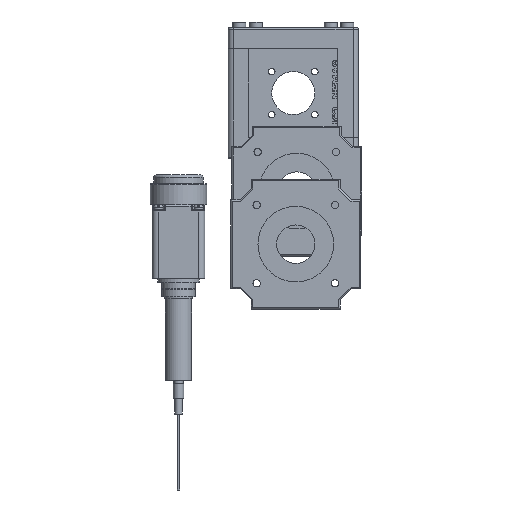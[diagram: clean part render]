
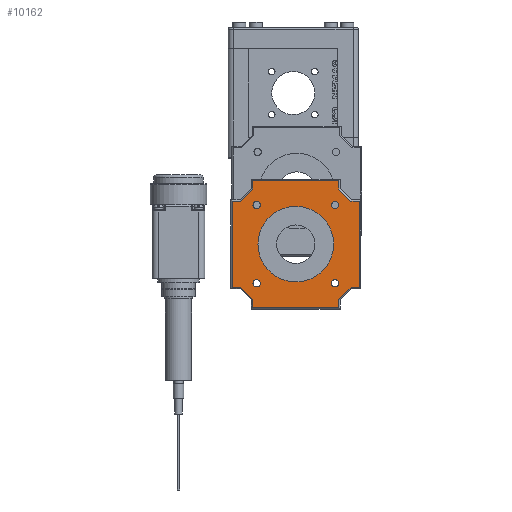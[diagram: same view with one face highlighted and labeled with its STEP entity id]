
A CAD part, front view. The second image highlights one B-rep face of the part: STEP entity #10162.
In plain terms, the highlighted face is planar.
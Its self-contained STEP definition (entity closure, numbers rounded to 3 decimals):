
#588=FACE_BOUND('',#1972,.T.);
#589=FACE_BOUND('',#1973,.T.);
#590=FACE_BOUND('',#1974,.T.);
#591=FACE_BOUND('',#1975,.T.);
#592=FACE_BOUND('',#1976,.T.);
#743=CIRCLE('',#10945,1.4);
#745=CIRCLE('',#10948,1.4);
#747=CIRCLE('',#10951,1.4);
#749=CIRCLE('',#10954,1.4);
#751=CIRCLE('',#10957,14.5);
#1315=FACE_OUTER_BOUND('',#1971,.T.);
#1971=EDGE_LOOP('',(#8480,#8481,#8482,#8483,#8484,#8485,#8486,#8487,#8488,
#8489,#8490,#8491,#8492,#8493,#8494,#8495));
#1972=EDGE_LOOP('',(#8496));
#1973=EDGE_LOOP('',(#8497));
#1974=EDGE_LOOP('',(#8498));
#1975=EDGE_LOOP('',(#8499));
#1976=EDGE_LOOP('',(#8500));
#2892=LINE('',#16696,#3883);
#2895=LINE('',#16701,#3886);
#2897=LINE('',#16705,#3888);
#2899=LINE('',#16709,#3890);
#2901=LINE('',#16713,#3892);
#2903=LINE('',#16717,#3894);
#2905=LINE('',#16721,#3896);
#2907=LINE('',#16725,#3898);
#2909=LINE('',#16729,#3900);
#2913=LINE('',#16737,#3904);
#2916=LINE('',#16743,#3907);
#2919=LINE('',#16749,#3910);
#2922=LINE('',#16755,#3913);
#2925=LINE('',#16761,#3916);
#2928=LINE('',#16767,#3919);
#2931=LINE('',#16771,#3922);
#3883=VECTOR('',#13034,10.);
#3886=VECTOR('',#13039,10.);
#3888=VECTOR('',#13043,10.);
#3890=VECTOR('',#13047,10.);
#3892=VECTOR('',#13051,10.);
#3894=VECTOR('',#13055,10.);
#3896=VECTOR('',#13059,10.);
#3898=VECTOR('',#13063,10.);
#3900=VECTOR('',#13067,10.);
#3904=VECTOR('',#13073,10.);
#3907=VECTOR('',#13078,10.);
#3910=VECTOR('',#13083,10.);
#3913=VECTOR('',#13088,10.);
#3916=VECTOR('',#13093,10.);
#3919=VECTOR('',#13098,10.);
#3922=VECTOR('',#13103,10.);
#4732=VERTEX_POINT('',#16526);
#4734=VERTEX_POINT('',#16532);
#4736=VERTEX_POINT('',#16538);
#4738=VERTEX_POINT('',#16544);
#4740=VERTEX_POINT('',#16550);
#4785=VERTEX_POINT('',#16694);
#4786=VERTEX_POINT('',#16695);
#4787=VERTEX_POINT('',#16700);
#4788=VERTEX_POINT('',#16704);
#4789=VERTEX_POINT('',#16708);
#4790=VERTEX_POINT('',#16712);
#4791=VERTEX_POINT('',#16716);
#4792=VERTEX_POINT('',#16720);
#4793=VERTEX_POINT('',#16724);
#4794=VERTEX_POINT('',#16728);
#4797=VERTEX_POINT('',#16736);
#4799=VERTEX_POINT('',#16742);
#4801=VERTEX_POINT('',#16748);
#4803=VERTEX_POINT('',#16754);
#4805=VERTEX_POINT('',#16760);
#4807=VERTEX_POINT('',#16766);
#5948=EDGE_CURVE('',#4732,#4732,#743,.T.);
#5951=EDGE_CURVE('',#4734,#4734,#745,.T.);
#5954=EDGE_CURVE('',#4736,#4736,#747,.T.);
#5957=EDGE_CURVE('',#4738,#4738,#749,.T.);
#5960=EDGE_CURVE('',#4740,#4740,#751,.T.);
#6031=EDGE_CURVE('',#4785,#4786,#2892,.T.);
#6034=EDGE_CURVE('',#4786,#4787,#2895,.T.);
#6036=EDGE_CURVE('',#4787,#4788,#2897,.T.);
#6038=EDGE_CURVE('',#4788,#4789,#2899,.T.);
#6040=EDGE_CURVE('',#4789,#4790,#2901,.T.);
#6042=EDGE_CURVE('',#4790,#4791,#2903,.T.);
#6044=EDGE_CURVE('',#4791,#4792,#2905,.T.);
#6046=EDGE_CURVE('',#4792,#4793,#2907,.T.);
#6048=EDGE_CURVE('',#4793,#4794,#2909,.T.);
#6052=EDGE_CURVE('',#4794,#4797,#2913,.T.);
#6055=EDGE_CURVE('',#4797,#4799,#2916,.T.);
#6058=EDGE_CURVE('',#4799,#4801,#2919,.T.);
#6061=EDGE_CURVE('',#4801,#4803,#2922,.T.);
#6064=EDGE_CURVE('',#4803,#4805,#2925,.T.);
#6067=EDGE_CURVE('',#4805,#4807,#2928,.T.);
#6070=EDGE_CURVE('',#4807,#4785,#2931,.T.);
#8480=ORIENTED_EDGE('',*,*,#6031,.F.);
#8481=ORIENTED_EDGE('',*,*,#6070,.F.);
#8482=ORIENTED_EDGE('',*,*,#6067,.F.);
#8483=ORIENTED_EDGE('',*,*,#6064,.F.);
#8484=ORIENTED_EDGE('',*,*,#6061,.F.);
#8485=ORIENTED_EDGE('',*,*,#6058,.F.);
#8486=ORIENTED_EDGE('',*,*,#6055,.F.);
#8487=ORIENTED_EDGE('',*,*,#6052,.F.);
#8488=ORIENTED_EDGE('',*,*,#6048,.F.);
#8489=ORIENTED_EDGE('',*,*,#6046,.F.);
#8490=ORIENTED_EDGE('',*,*,#6044,.F.);
#8491=ORIENTED_EDGE('',*,*,#6042,.F.);
#8492=ORIENTED_EDGE('',*,*,#6040,.F.);
#8493=ORIENTED_EDGE('',*,*,#6038,.F.);
#8494=ORIENTED_EDGE('',*,*,#6036,.F.);
#8495=ORIENTED_EDGE('',*,*,#6034,.F.);
#8496=ORIENTED_EDGE('',*,*,#5948,.T.);
#8497=ORIENTED_EDGE('',*,*,#5951,.T.);
#8498=ORIENTED_EDGE('',*,*,#5954,.T.);
#8499=ORIENTED_EDGE('',*,*,#5957,.T.);
#8500=ORIENTED_EDGE('',*,*,#5960,.T.);
#9663=PLANE('',#11011);
#10162=ADVANCED_FACE('',(#1315,#588,#589,#590,#591,#592),#9663,.F.);
#10945=AXIS2_PLACEMENT_3D('',#16527,#12875,#12876);
#10948=AXIS2_PLACEMENT_3D('',#16533,#12882,#12883);
#10951=AXIS2_PLACEMENT_3D('',#16539,#12889,#12890);
#10954=AXIS2_PLACEMENT_3D('',#16545,#12896,#12897);
#10957=AXIS2_PLACEMENT_3D('',#16551,#12903,#12904);
#11011=AXIS2_PLACEMENT_3D('',#16786,#13125,#13126);
#12875=DIRECTION('center_axis',(0.,0.,
-1.));
#12876=DIRECTION('ref_axis',(1.,0.,0.));
#12882=DIRECTION('center_axis',(0.,0.,
-1.));
#12883=DIRECTION('ref_axis',(1.,0.,0.));
#12889=DIRECTION('center_axis',(0.,0.,
-1.));
#12890=DIRECTION('ref_axis',(1.,0.,0.));
#12896=DIRECTION('center_axis',(0.,0.,
-1.));
#12897=DIRECTION('ref_axis',(1.,0.,0.));
#12903=DIRECTION('center_axis',(0.,0.,
-1.));
#12904=DIRECTION('ref_axis',(1.,0.,0.));
#13034=DIRECTION('',(-1.,0.,0.));
#13039=DIRECTION('',(0.,1.,0.));
#13043=DIRECTION('',(-0.707,0.707,0.));
#13047=DIRECTION('',(-1.,0.,0.));
#13051=DIRECTION('',(0.,1.,0.));
#13055=DIRECTION('',(1.,0.,0.));
#13059=DIRECTION('',(0.707,0.707,0.));
#13063=DIRECTION('',(0.,1.,0.));
#13067=DIRECTION('',(1.,0.,0.));
#13073=DIRECTION('',(0.,-1.,0.));
#13078=DIRECTION('',(0.707,-0.707,0.));
#13083=DIRECTION('',(1.,0.,0.));
#13088=DIRECTION('',(0.,-1.,0.));
#13093=DIRECTION('',(-1.,0.,0.));
#13098=DIRECTION('',(-0.707,-0.707,0.));
#13103=DIRECTION('',(0.,-1.,0.));
#13125=DIRECTION('center_axis',(0.,0.,
-1.));
#13126=DIRECTION('ref_axis',(-1.,0.,0.));
#16526=CARTESIAN_POINT('',(-21.83,5.93,22.));
#16527=CARTESIAN_POINT('Origin',(-20.43,5.93,22.));
#16532=CARTESIAN_POINT('',(-51.83,35.93,22.));
#16533=CARTESIAN_POINT('Origin',(-50.43,35.93,22.));
#16538=CARTESIAN_POINT('',(-51.83,5.93,22.));
#16539=CARTESIAN_POINT('Origin',(-50.43,5.93,22.));
#16544=CARTESIAN_POINT('',(-21.83,35.93,22.));
#16545=CARTESIAN_POINT('Origin',(-20.43,35.93,22.));
#16550=CARTESIAN_POINT('',(-49.93,20.93,22.));
#16551=CARTESIAN_POINT('Origin',(-35.43,20.93,22.));
#16694=CARTESIAN_POINT('',(-18.93,-3.47,22.));
#16695=CARTESIAN_POINT('',(-51.889,-3.47,22.));
#16696=CARTESIAN_POINT('',(-38.566,-3.47,22.));
#16700=CARTESIAN_POINT('',(-51.889,-0.23,22.));
#16701=CARTESIAN_POINT('',(-51.889,10.247,22.));
#16704=CARTESIAN_POINT('',(-56.548,4.43,22.));
#16705=CARTESIAN_POINT('',(-61.088,8.97,22.));
#16708=CARTESIAN_POINT('',(-59.83,4.43,22.));
#16709=CARTESIAN_POINT('',(-59.416,4.43,22.));
#16712=CARTESIAN_POINT('',(-59.83,37.43,22.));
#16713=CARTESIAN_POINT('',(-59.83,12.53,22.));
#16716=CARTESIAN_POINT('',(-56.548,37.43,22.));
#16717=CARTESIAN_POINT('',(-57.628,37.43,22.));
#16720=CARTESIAN_POINT('',(-51.93,42.048,22.));
#16721=CARTESIAN_POINT('',(-58.925,35.052,22.));
#16724=CARTESIAN_POINT('',(-51.93,45.33,22.));
#16725=CARTESIAN_POINT('',(-51.93,33.38,22.));
#16728=CARTESIAN_POINT('',(-18.93,45.33,22.));
#16729=CARTESIAN_POINT('',(-55.366,45.33,22.));
#16736=CARTESIAN_POINT('',(-18.93,42.048,22.));
#16737=CARTESIAN_POINT('',(-18.93,31.593,22.));
#16742=CARTESIAN_POINT('',(-14.312,37.43,22.));
#16743=CARTESIAN_POINT('',(-21.307,44.425,22.));
#16748=CARTESIAN_POINT('',(-11.03,37.43,22.));
#16749=CARTESIAN_POINT('',(-34.516,37.43,22.));
#16754=CARTESIAN_POINT('',(-11.03,4.43,22.));
#16755=CARTESIAN_POINT('',(-11.03,29.33,22.));
#16760=CARTESIAN_POINT('',(-14.312,4.43,22.));
#16761=CARTESIAN_POINT('',(-36.303,4.43,22.));
#16766=CARTESIAN_POINT('',(-18.93,-0.188,22.));
#16767=CARTESIAN_POINT('',(-23.47,-4.728,22.));
#16771=CARTESIAN_POINT('',(-18.93,8.48,22.));
#16786=CARTESIAN_POINT('Origin',(-58.501,20.93,22.));
